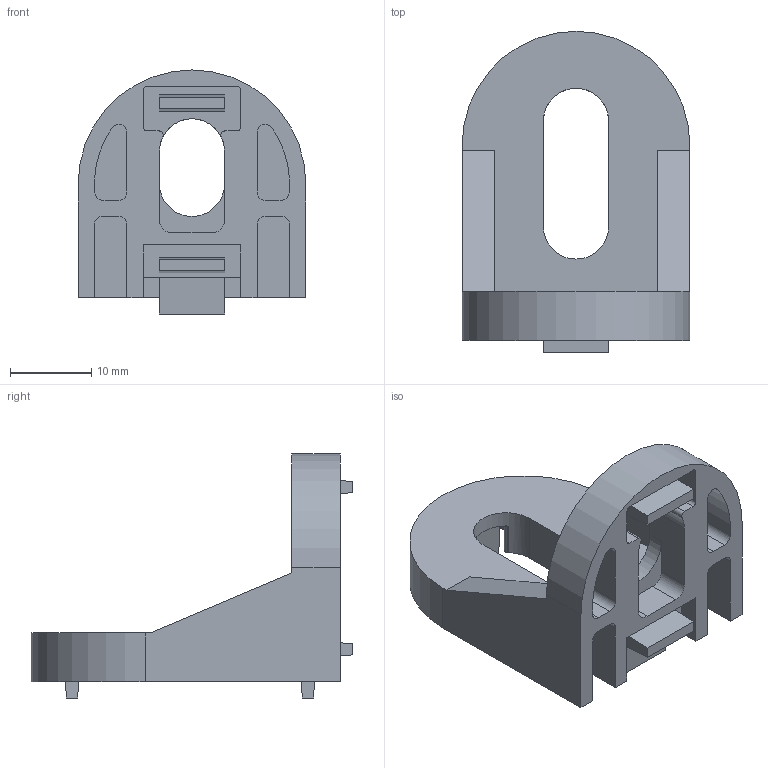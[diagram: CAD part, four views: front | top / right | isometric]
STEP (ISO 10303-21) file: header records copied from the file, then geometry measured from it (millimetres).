
FILE_DESCRIPTION(/* description */ ('STEP AP214'),/* implementation_level */ '2;1');
FILE_NAME(/* name */ '093WG302N08',/* time_stamp */ '2022-09-29T16:03:22+02:00',/* author */ ('License CC BY-ND 4.0'),/* organization */ ('CADENAS'),/* preprocessor_version */ 'ST-DEVELOPER v18.102',/* originating_system */ 'PARTsolutions',/* authorisation */ ' ');
FILE_SCHEMA (('AUTOMOTIVE_DESIGN {1 0 10303 214 3 1 1}'));
Length unit declared in the file: millimetre
Products named in the file (2): 093WG302N08; 093WG302N08b
Assembly tree (1 placements, depth 2):
  093WG302N08
    093WG302N08b
Bounding box: 28 x 39.5 x 30 mm (x, y, z)
Volume: 6453 mm3; surface area: 5427.6 mm2
Topology: 1 solids, 1 shells, 124 faces, 342 edges, 228 vertices
Faces by surface type: plane 82, cylinder 42
Entity records: 4011 total; most frequent: CARTESIAN_POINT 696, ORIENTED_EDGE 684, DIRECTION 682, EDGE_CURVE 342, LINE 254, VECTOR 254, VERTEX_POINT 228, AXIS2_PLACEMENT_3D 214
